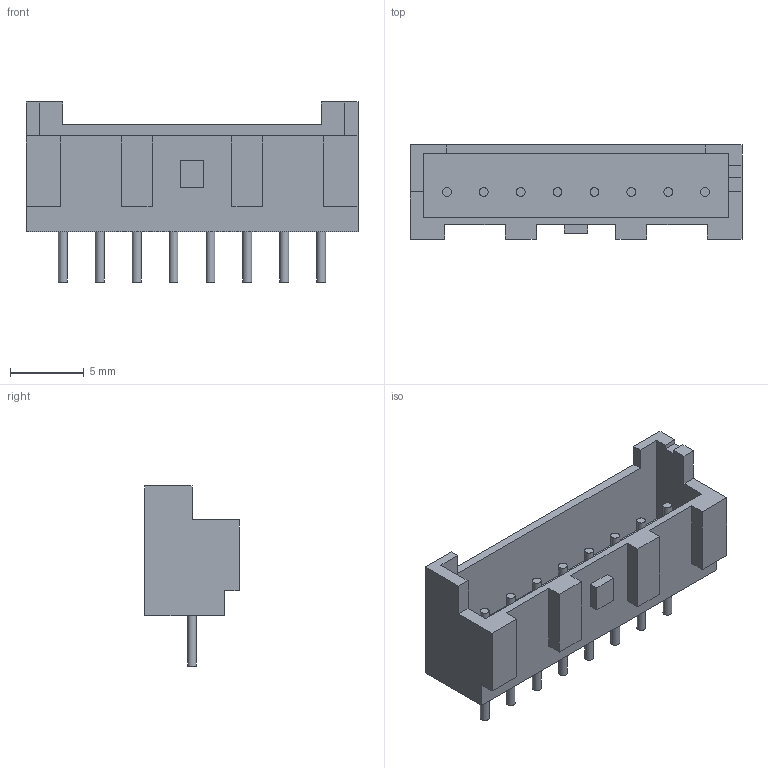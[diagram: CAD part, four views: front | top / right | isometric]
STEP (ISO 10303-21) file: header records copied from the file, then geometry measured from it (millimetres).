
FILE_DESCRIPTION(/* description */ (''),/* implementation_level */ '2;1');
FILE_NAME(/* name */ 'JST B08B-XASK-1.step',/* time_stamp */ '2022-10-22T19:40:49+01:00',/* author */ (''),/* organization */ (''),/* preprocessor_version */ 'ST-DEVELOPER v19.2',/* originating_system */ 'Autodesk Translation Framework v11.17.0.187',/* authorisation */ '');
FILE_SCHEMA (('AUTOMOTIVE_DESIGN { 1 0 10303 214 3 1 1 }'));
Length unit declared in the file: millimetre
Products named in the file (1): JST B08B-XASK-1
Bounding box: 22.5 x 6.4 x 12.2 mm (x, y, z)
Volume: 501.2 mm3; surface area: 1055.1 mm2
Topology: 1 solids, 1 shells, 73 faces, 162 edges, 108 vertices
Faces by surface type: plane 57, cylinder 16
Full cylindrical faces by diameter (mm): 0.6 x16
Entity records: 2087 total; most frequent: CARTESIAN_POINT 344, DIRECTION 342, ORIENTED_EDGE 324, EDGE_CURVE 162, LINE 130, VECTOR 130, VERTEX_POINT 108, AXIS2_PLACEMENT_3D 106
